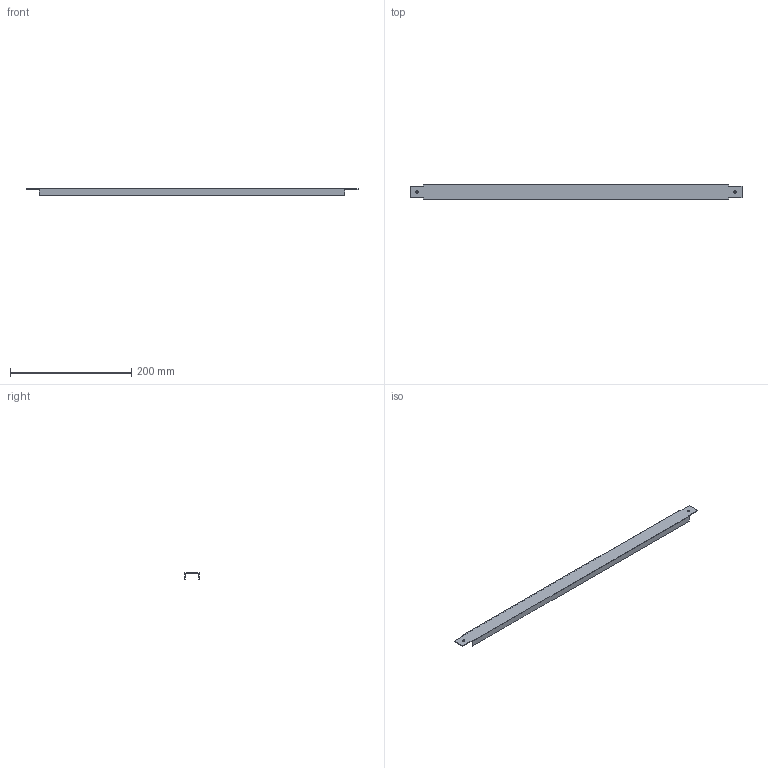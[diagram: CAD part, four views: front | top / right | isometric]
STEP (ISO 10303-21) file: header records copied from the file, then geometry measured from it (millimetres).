
FILE_DESCRIPTION((''),'2;1');
FILE_NAME('CP_BH_2__ASM_1_ASM','2023-02-09T09:41:29',('klemen.sitar'),('Audax d.o.o.'),'CREO PARAMETRIC BY PTC INC, 2021304','CREO PARAMETRIC BY PTC INC, 2021304','');
FILE_SCHEMA(('AP242_MANAGED_MODEL_BASED_3D_ENGINEERING_MIM_LF { 1 0 10303 442 1 1 4 }'));
Length unit declared in the file: millimetre
Products named in the file (2): PRT0006_1_1; CP_BH_2__ASM_1_ASM
Assembly tree (1 placements, depth 2):
  CP_BH_2__ASM_1_ASM
    PRT0006_1_1
Bounding box: 547 x 23.5 x 10 mm (x, y, z)
Volume: 21729.4 mm3; surface area: 44660.9 mm2
Topology: 1 solids, 1 shells, 22 faces, 62 edges, 44 vertices
Faces by surface type: plane 18, cylinder 4
Entity records: 1353 total; most frequent: CARTESIAN_POINT 135, DIRECTION 128, ORIENTED_EDGE 120, PRESENTATION_STYLE_ASSIGNMENT 88, STYLED_ITEM 88, CURVE_STYLE 65, EDGE_CURVE 60, VECTOR 54
